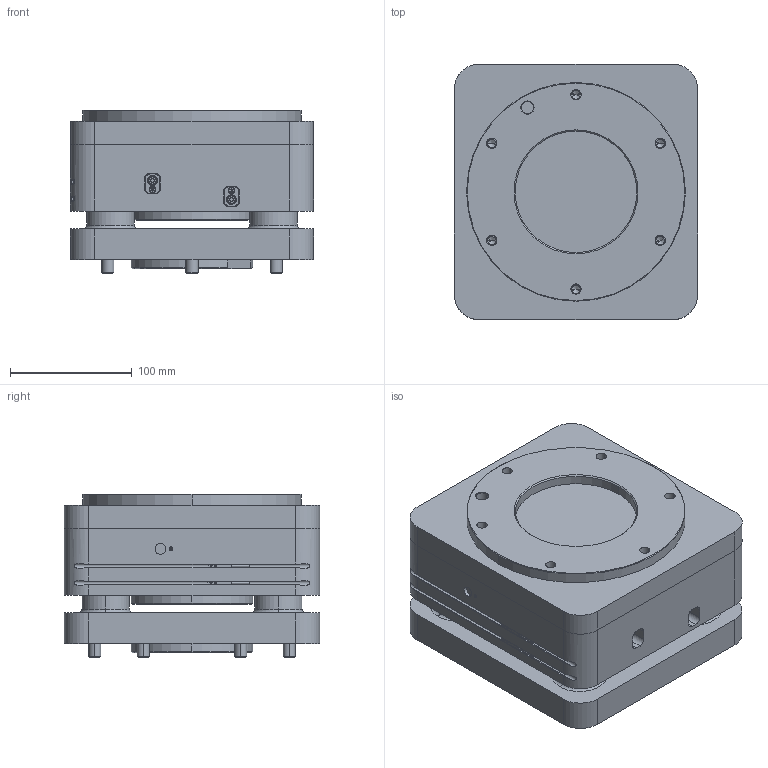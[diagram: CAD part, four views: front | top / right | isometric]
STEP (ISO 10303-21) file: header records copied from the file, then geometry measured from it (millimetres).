
FILE_DESCRIPTION (( 'STEP AP203' ), '1' );
FILE_NAME ('F20-160-Z.STEP', '2026-02-08T02:26:13', ( 'USER-' ), ( 'Microsoft' ), 'SwSTEP 2.0', 'SolidWorks 2018', '' );
FILE_SCHEMA (( 'CONFIG_CONTROL_DESIGN' ));
Length unit declared in the file: millimetre
Products named in the file (10): 棠羲換覜ん; F14-125-15 棠羲薊え; M8x1-48棠俶換覜ん; 32x12-R6（红）; F20-160-18 Z脯輸; hexagon socket head cap screws gb(GB_FASTENER_SCREWS_HSHCS M3X8-N); F20-160-Z; F20-160-11 狟脯輸; socket head thin cap screw_din(DIN 7984 - M10 x 25 --- 20.5N); F20-160-01 翋釱极
Assembly tree (20 placements, depth 2):
  F20-160-Z
    F20-160-01 翋釱极
    F20-160-11 狟脯輸
    F20-160-18 Z脯輸
    socket head thin cap screw_din(DIN 7984 - M10 x 25 --- 20.5N)  x6
    棠羲換覜ん  x2
    32x12-R6（红）
    F14-125-15 棠羲薊え  x4
    hexagon socket head cap screws gb(GB_FASTENER_SCREWS_HSHCS M3X8-N)  x2
    M8x1-48棠俶換覜ん  x2
Bounding box: 200 x 210 x 134.5 mm (x, y, z)
Volume: 4356516.2 mm3; surface area: 396201.8 mm2
Topology: 20 solids, 20 shells, 1130 faces, 2831 edges, 1811 vertices
Faces by surface type: plane 522, cylinder 286, bspline 178, cone 108, torus 36
Entity records: 35476 total; most frequent: CARTESIAN_POINT 13112, ORIENTED_EDGE 4568, DIRECTION 3938, EDGE_CURVE 2284, VERTEX_POINT 1487, LINE 1344, VECTOR 1344, AXIS2_PLACEMENT_3D 1297
